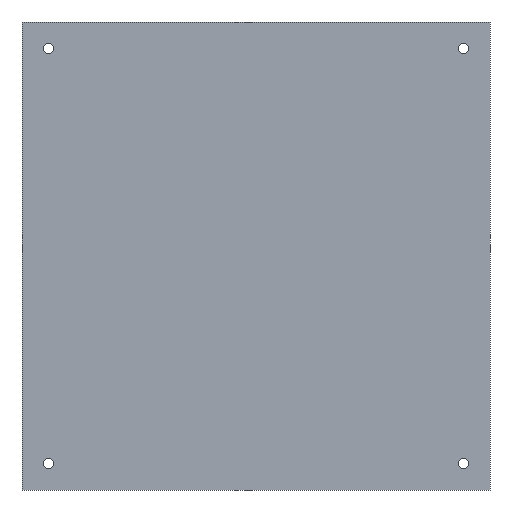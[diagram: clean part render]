
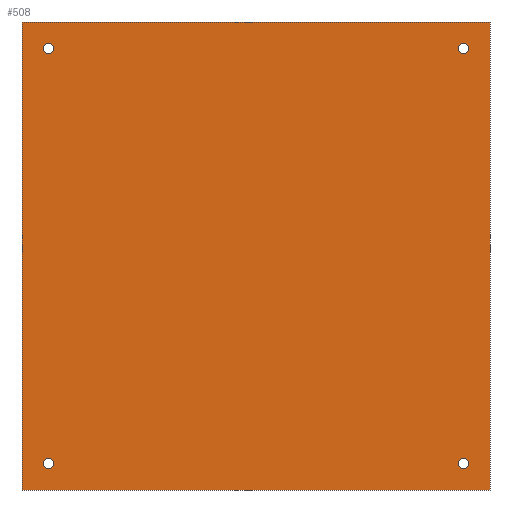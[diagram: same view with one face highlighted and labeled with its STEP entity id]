
A CAD part, front view. The second image highlights one B-rep face of the part: STEP entity #508.
In plain terms, the highlighted planar face has unit normal (0, -1, 0).
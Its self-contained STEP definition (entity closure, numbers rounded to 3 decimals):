
#4 = DIRECTION ( 'NONE',  ( 0., 0., -1. ) ) ;
#8 = CARTESIAN_POINT ( 'NONE',  ( -133., -2., 133. ) ) ;
#10 = LINE ( 'NONE', #409, #428 ) ;
#11 = VERTEX_POINT ( 'NONE', #119 ) ;
#23 = DIRECTION ( 'NONE',  ( 0., -1., 0. ) ) ;
#26 = ORIENTED_EDGE ( 'NONE', *, *, #434, .F. ) ;
#28 = CARTESIAN_POINT ( 'NONE',  ( -133., -2., -133. ) ) ;
#29 = CARTESIAN_POINT ( 'NONE',  ( -133., -2., -136.25 ) ) ;
#34 = ORIENTED_EDGE ( 'NONE', *, *, #114, .F. ) ;
#40 = AXIS2_PLACEMENT_3D ( 'NONE', #106, #511, #185 ) ;
#46 = VECTOR ( 'NONE', #391, 1000. ) ;
#48 = CARTESIAN_POINT ( 'NONE',  ( 133., -2., 129.75 ) ) ;
#55 = CARTESIAN_POINT ( 'NONE',  ( -133., -2., 136.25 ) ) ;
#57 = VERTEX_POINT ( 'NONE', #370 ) ;
#60 = DIRECTION ( 'NONE',  ( 0., 0., -1. ) ) ;
#66 = DIRECTION ( 'NONE',  ( 0., 0., -1. ) ) ;
#67 = DIRECTION ( 'NONE',  ( 0., 0., -1. ) ) ;
#68 = LINE ( 'NONE', #143, #406 ) ;
#71 = VERTEX_POINT ( 'NONE', #366 ) ;
#76 = CARTESIAN_POINT ( 'NONE',  ( 0., -2., 0. ) ) ;
#77 = AXIS2_PLACEMENT_3D ( 'NONE', #386, #23, #66 ) ;
#88 = EDGE_LOOP ( 'NONE', ( #154, #417 ) ) ;
#97 = CIRCLE ( 'NONE', #530, 3.25 ) ;
#100 = CARTESIAN_POINT ( 'NONE',  ( 133., -2., -133. ) ) ;
#101 = AXIS2_PLACEMENT_3D ( 'NONE', #100, #156, #112 ) ;
#105 = VERTEX_POINT ( 'NONE', #126 ) ;
#106 = CARTESIAN_POINT ( 'NONE',  ( -133., -2., -133. ) ) ;
#108 = CARTESIAN_POINT ( 'NONE',  ( -150., -2., -150. ) ) ;
#109 = CIRCLE ( 'NONE', #183, 3.25 ) ;
#112 = DIRECTION ( 'NONE',  ( 0., 0., -1. ) ) ;
#114 = EDGE_CURVE ( 'NONE', #244, #347, #97, .T. ) ;
#117 = EDGE_LOOP ( 'NONE', ( #220, #179 ) ) ;
#119 = CARTESIAN_POINT ( 'NONE',  ( -133., -2., -129.75 ) ) ;
#123 = ORIENTED_EDGE ( 'NONE', *, *, #268, .F. ) ;
#126 = CARTESIAN_POINT ( 'NONE',  ( 150., -2., 150. ) ) ;
#129 = VERTEX_POINT ( 'NONE', #48 ) ;
#130 = EDGE_CURVE ( 'NONE', #71, #295, #10, .T. ) ;
#143 = CARTESIAN_POINT ( 'NONE',  ( 150., -2., 150. ) ) ;
#147 = CARTESIAN_POINT ( 'NONE',  ( 133., -2., 136.25 ) ) ;
#153 = ORIENTED_EDGE ( 'NONE', *, *, #335, .F. ) ;
#154 = ORIENTED_EDGE ( 'NONE', *, *, #272, .F. ) ;
#156 = DIRECTION ( 'NONE',  ( 0., -1., 0. ) ) ;
#159 = ORIENTED_EDGE ( 'NONE', *, *, #387, .F. ) ;
#164 = CIRCLE ( 'NONE', #40, 3.25 ) ;
#179 = ORIENTED_EDGE ( 'NONE', *, *, #418, .F. ) ;
#183 = AXIS2_PLACEMENT_3D ( 'NONE', #28, #346, #67 ) ;
#184 = VERTEX_POINT ( 'NONE', #213 ) ;
#185 = DIRECTION ( 'NONE',  ( 0., 0., -1. ) ) ;
#189 = CARTESIAN_POINT ( 'NONE',  ( -133., -2., 129.75 ) ) ;
#196 = CARTESIAN_POINT ( 'NONE',  ( 150., -2., -150. ) ) ;
#213 = CARTESIAN_POINT ( 'NONE',  ( 133., -2., -136.25 ) ) ;
#220 = ORIENTED_EDGE ( 'NONE', *, *, #403, .F. ) ;
#227 = DIRECTION ( 'NONE',  ( 0., 0., -1. ) ) ;
#230 = ORIENTED_EDGE ( 'NONE', *, *, #521, .F. ) ;
#233 = FACE_BOUND ( 'NONE', #117, .T. ) ;
#234 = DIRECTION ( 'NONE',  ( 1., 0., 0. ) ) ;
#237 = ORIENTED_EDGE ( 'NONE', *, *, #130, .F. ) ;
#240 = AXIS2_PLACEMENT_3D ( 'NONE', #420, #509, #298 ) ;
#244 = VERTEX_POINT ( 'NONE', #55 ) ;
#246 = DIRECTION ( 'NONE',  ( 0., -1., 0. ) ) ;
#249 = EDGE_CURVE ( 'NONE', #129, #333, #270, .T. ) ;
#262 = CARTESIAN_POINT ( 'NONE',  ( 133., -2., 133. ) ) ;
#268 = EDGE_CURVE ( 'NONE', #347, #244, #363, .T. ) ;
#269 = DIRECTION ( 'NONE',  ( 0., 0., -1. ) ) ;
#270 = CIRCLE ( 'NONE', #513, 3.25 ) ;
#272 = EDGE_CURVE ( 'NONE', #333, #129, #352, .T. ) ;
#282 = CIRCLE ( 'NONE', #101, 3.25 ) ;
#295 = VERTEX_POINT ( 'NONE', #342 ) ;
#298 = DIRECTION ( 'NONE',  ( 0., 0., -1. ) ) ;
#311 = DIRECTION ( 'NONE',  ( 0., -1., 0. ) ) ;
#313 = PLANE ( 'NONE',  #358 ) ;
#316 = FACE_BOUND ( 'NONE', #393, .T. ) ;
#329 = DIRECTION ( 'NONE',  ( 0., 0., 1. ) ) ;
#333 = VERTEX_POINT ( 'NONE', #147 ) ;
#335 = EDGE_CURVE ( 'NONE', #349, #11, #164, .T. ) ;
#341 = FACE_OUTER_BOUND ( 'NONE', #394, .T. ) ;
#342 = CARTESIAN_POINT ( 'NONE',  ( -150., -2., 150. ) ) ;
#346 = DIRECTION ( 'NONE',  ( 0., -1., 0. ) ) ;
#347 = VERTEX_POINT ( 'NONE', #189 ) ;
#348 = CARTESIAN_POINT ( 'NONE',  ( -150., -2., 150. ) ) ;
#349 = VERTEX_POINT ( 'NONE', #29 ) ;
#352 = CIRCLE ( 'NONE', #469, 3.25 ) ;
#358 = AXIS2_PLACEMENT_3D ( 'NONE', #76, #311, #227 ) ;
#363 = CIRCLE ( 'NONE', #240, 3.25 ) ;
#366 = CARTESIAN_POINT ( 'NONE',  ( -150., -2., -150. ) ) ;
#370 = CARTESIAN_POINT ( 'NONE',  ( 133., -2., -129.75 ) ) ;
#373 = FACE_BOUND ( 'NONE', #88, .T. ) ;
#382 = EDGE_LOOP ( 'NONE', ( #34, #123 ) ) ;
#386 = CARTESIAN_POINT ( 'NONE',  ( 133., -2., -133. ) ) ;
#387 = EDGE_CURVE ( 'NONE', #11, #349, #109, .T. ) ;
#391 = DIRECTION ( 'NONE',  ( -1., 0., 0. ) ) ;
#393 = EDGE_LOOP ( 'NONE', ( #159, #153 ) ) ;
#394 = EDGE_LOOP ( 'NONE', ( #400, #26, #237, #230 ) ) ;
#400 = ORIENTED_EDGE ( 'NONE', *, *, #412, .F. ) ;
#403 = EDGE_CURVE ( 'NONE', #57, #184, #421, .T. ) ;
#406 = VECTOR ( 'NONE', #425, 1000. ) ;
#409 = CARTESIAN_POINT ( 'NONE',  ( -150., -2., 150. ) ) ;
#412 = EDGE_CURVE ( 'NONE', #105, #460, #68, .T. ) ;
#417 = ORIENTED_EDGE ( 'NONE', *, *, #249, .F. ) ;
#418 = EDGE_CURVE ( 'NONE', #184, #57, #282, .T. ) ;
#420 = CARTESIAN_POINT ( 'NONE',  ( -133., -2., 133. ) ) ;
#421 = CIRCLE ( 'NONE', #77, 3.25 ) ;
#425 = DIRECTION ( 'NONE',  ( 0., 0., -1. ) ) ;
#428 = VECTOR ( 'NONE', #329, 1000. ) ;
#434 = EDGE_CURVE ( 'NONE', #295, #105, #449, .T. ) ;
#436 = LINE ( 'NONE', #108, #46 ) ;
#449 = LINE ( 'NONE', #348, #494 ) ;
#460 = VERTEX_POINT ( 'NONE', #196 ) ;
#469 = AXIS2_PLACEMENT_3D ( 'NONE', #517, #519, #269 ) ;
#487 = FACE_BOUND ( 'NONE', #382, .T. ) ;
#494 = VECTOR ( 'NONE', #234, 1000. ) ;
#507 = DIRECTION ( 'NONE',  ( 0., -1., 0. ) ) ;
#508 = ADVANCED_FACE ( 'NONE', ( #316, #233, #373, #487, #341 ), #313, .T. ) ;
#509 = DIRECTION ( 'NONE',  ( 0., -1., 0. ) ) ;
#511 = DIRECTION ( 'NONE',  ( 0., -1., 0. ) ) ;
#513 = AXIS2_PLACEMENT_3D ( 'NONE', #262, #507, #60 ) ;
#517 = CARTESIAN_POINT ( 'NONE',  ( 133., -2., 133. ) ) ;
#519 = DIRECTION ( 'NONE',  ( 0., -1., 0. ) ) ;
#521 = EDGE_CURVE ( 'NONE', #460, #71, #436, .T. ) ;
#530 = AXIS2_PLACEMENT_3D ( 'NONE', #8, #246, #4 ) ;
